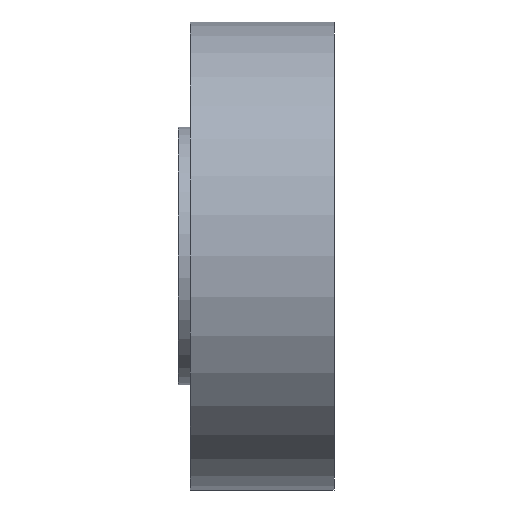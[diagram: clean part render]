
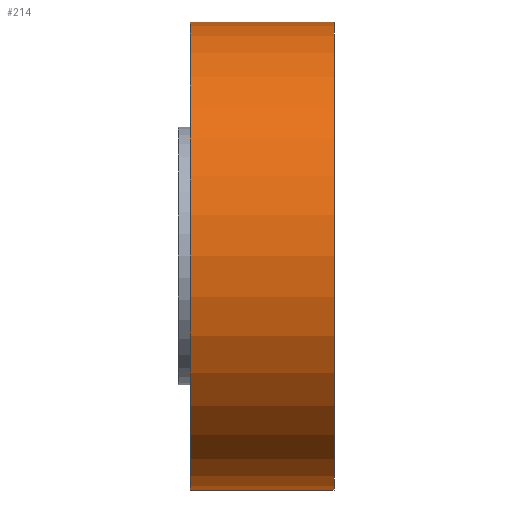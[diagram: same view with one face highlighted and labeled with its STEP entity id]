
A CAD part, left-side view. The second image highlights one B-rep face of the part: STEP entity #214.
In plain terms, the highlighted cylindrical face has radius 38.1 mm (diameter 76.2 mm), a partial arc.
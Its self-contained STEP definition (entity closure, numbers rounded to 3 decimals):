
#43 = VERTEX_POINT ( 'NONE', #689 ) ;
#65 = VERTEX_POINT ( 'NONE', #186 ) ;
#143 = EDGE_CURVE ( 'NONE', #65, #363, #645, .T. ) ;
#156 = CARTESIAN_POINT ( 'NONE',  ( 0., 23.4, 38.1 ) ) ;
#161 = ORIENTED_EDGE ( 'NONE', *, *, #330, .T. ) ;
#162 = CARTESIAN_POINT ( 'NONE',  ( 0., 23.4, 0. ) ) ;
#172 = DIRECTION ( 'NONE',  ( 0., 0., 1. ) ) ;
#186 = CARTESIAN_POINT ( 'NONE',  ( 0., 23.4, 38.1 ) ) ;
#214 = ADVANCED_FACE ( 'NONE', ( #331 ), #764, .T. ) ;
#223 = DIRECTION ( 'NONE',  ( 0., -1., 0. ) ) ;
#229 = ORIENTED_EDGE ( 'NONE', *, *, #143, .F. ) ;
#232 = VERTEX_POINT ( 'NONE', #458 ) ;
#236 = CIRCLE ( 'NONE', #533, 38.1 ) ;
#272 = EDGE_CURVE ( 'NONE', #43, #363, #422, .T. ) ;
#280 = VECTOR ( 'NONE', #709, 1000. ) ;
#289 = CARTESIAN_POINT ( 'NONE',  ( 0., 0., 0. ) ) ;
#329 = AXIS2_PLACEMENT_3D ( 'NONE', #289, #419, #172 ) ;
#330 = EDGE_CURVE ( 'NONE', #232, #43, #358, .T. ) ;
#331 = FACE_OUTER_BOUND ( 'NONE', #427, .T. ) ;
#358 = LINE ( 'NONE', #604, #280 ) ;
#363 = VERTEX_POINT ( 'NONE', #726 ) ;
#402 = DIRECTION ( 'NONE',  ( 0., -1., 0. ) ) ;
#419 = DIRECTION ( 'NONE',  ( 0., 1., 0. ) ) ;
#422 = CIRCLE ( 'NONE', #329, 38.1 ) ;
#427 = EDGE_LOOP ( 'NONE', ( #229, #595, #161, #455 ) ) ;
#455 = ORIENTED_EDGE ( 'NONE', *, *, #272, .T. ) ;
#458 = CARTESIAN_POINT ( 'NONE',  ( 0., 23.4, -38.1 ) ) ;
#484 = AXIS2_PLACEMENT_3D ( 'NONE', #760, #223, #527 ) ;
#526 = EDGE_CURVE ( 'NONE', #232, #65, #236, .T. ) ;
#527 = DIRECTION ( 'NONE',  ( 0., 0., -1. ) ) ;
#533 = AXIS2_PLACEMENT_3D ( 'NONE', #162, #708, #775 ) ;
#595 = ORIENTED_EDGE ( 'NONE', *, *, #526, .F. ) ;
#604 = CARTESIAN_POINT ( 'NONE',  ( 0., 23.4, -38.1 ) ) ;
#645 = LINE ( 'NONE', #156, #665 ) ;
#665 = VECTOR ( 'NONE', #402, 1000. ) ;
#689 = CARTESIAN_POINT ( 'NONE',  ( 0., 0., -38.1 ) ) ;
#708 = DIRECTION ( 'NONE',  ( 0., 1., 0. ) ) ;
#709 = DIRECTION ( 'NONE',  ( 0., -1., 0. ) ) ;
#726 = CARTESIAN_POINT ( 'NONE',  ( 0., 0., 38.1 ) ) ;
#760 = CARTESIAN_POINT ( 'NONE',  ( 0., 23.4, 0. ) ) ;
#764 = CYLINDRICAL_SURFACE ( 'NONE', #484, 38.1 ) ;
#775 = DIRECTION ( 'NONE',  ( 0., 0., 1. ) ) ;
